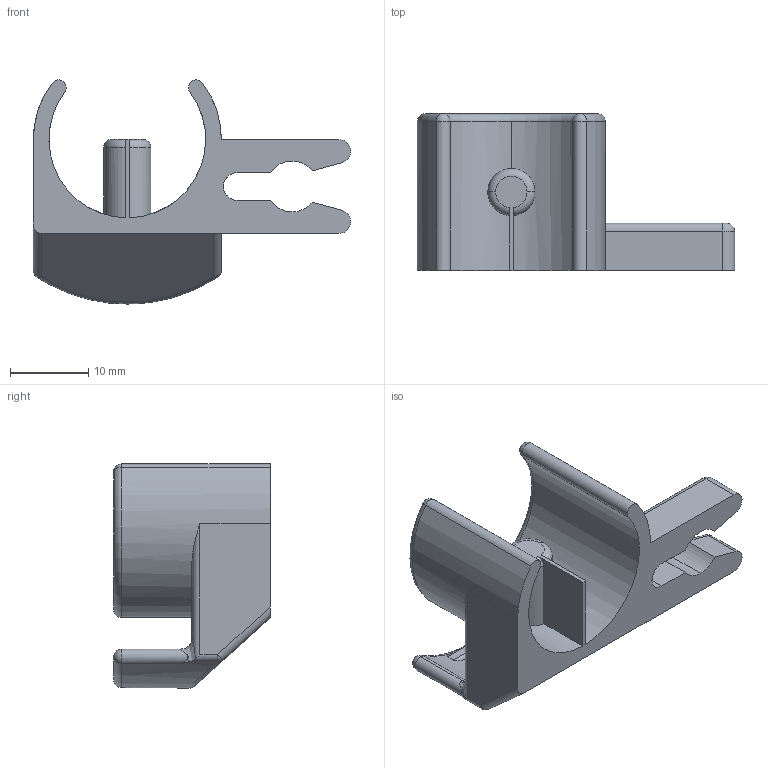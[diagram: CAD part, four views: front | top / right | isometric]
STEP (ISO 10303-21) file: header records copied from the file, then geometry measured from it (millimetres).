
FILE_DESCRIPTION (( 'STEP AP214' ), '1' );
FILE_NAME ('clothes_dryer_bracket.STEP', '2018-02-08T11:43:01', ( '' ), ( '' ), 'SwSTEP 2.0', 'SolidWorks 2014', '' );
FILE_SCHEMA (( 'AUTOMOTIVE_DESIGN' ));
Length unit declared in the file: millimetre
Products named in the file (1): clothes_dryer_bracket
Bounding box: 40.5 x 20 x 28.6 mm (x, y, z)
Volume: 5148 mm3; surface area: 4143.7 mm2
Topology: 1 solids, 1 shells, 84 faces, 211 edges, 125 vertices
Faces by surface type: cylinder 35, torus 19, plane 19, sphere 6, bspline 5
Entity records: 2950 total; most frequent: CARTESIAN_POINT 953, DIRECTION 429, ORIENTED_EDGE 414, EDGE_CURVE 207, AXIS2_PLACEMENT_3D 175, VERTEX_POINT 125, CIRCLE 95, ADVANCED_FACE 84
